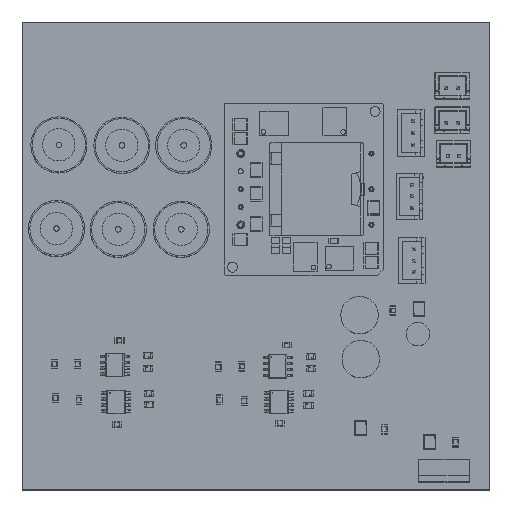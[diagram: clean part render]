
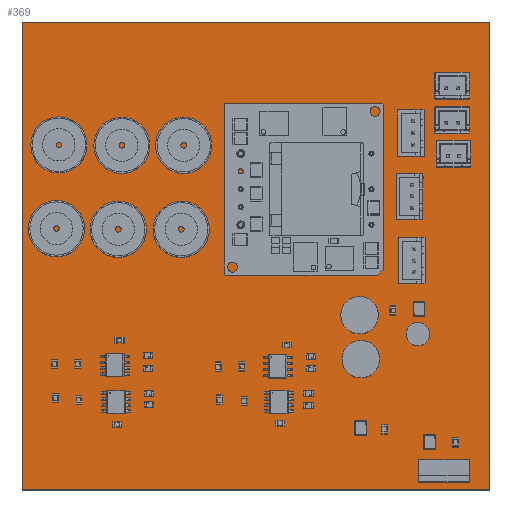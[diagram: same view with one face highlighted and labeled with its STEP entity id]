
A CAD part, top view. The second image highlights one B-rep face of the part: STEP entity #369.
In plain terms, the highlighted planar face has unit normal (0, 0, 1).
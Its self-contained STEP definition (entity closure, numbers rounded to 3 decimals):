
#240 = VERTEX_POINT('',#241);
#241 = CARTESIAN_POINT('',(0.,0.,0.411));
#247 = EDGE_CURVE('',#240,#248,#250,.T.);
#248 = VERTEX_POINT('',#249);
#249 = CARTESIAN_POINT('',(0.,100.,0.411));
#250 = LINE('',#251,#252);
#251 = CARTESIAN_POINT('',(0.,0.,0.411));
#252 = VECTOR('',#253,1.);
#253 = DIRECTION('',(0.,1.,0.));
#278 = EDGE_CURVE('',#248,#279,#281,.T.);
#279 = VERTEX_POINT('',#280);
#280 = CARTESIAN_POINT('',(100.,100.,0.411));
#281 = LINE('',#282,#283);
#282 = CARTESIAN_POINT('',(0.,100.,0.411));
#283 = VECTOR('',#284,1.);
#284 = DIRECTION('',(1.,0.,0.));
#309 = EDGE_CURVE('',#279,#310,#312,.T.);
#310 = VERTEX_POINT('',#311);
#311 = CARTESIAN_POINT('',(100.,0.,0.411));
#312 = LINE('',#313,#314);
#313 = CARTESIAN_POINT('',(100.,100.,0.411));
#314 = VECTOR('',#315,1.);
#315 = DIRECTION('',(0.,-1.,0.));
#340 = EDGE_CURVE('',#310,#240,#341,.T.);
#341 = LINE('',#342,#343);
#342 = CARTESIAN_POINT('',(100.,0.,0.411));
#343 = VECTOR('',#344,1.);
#344 = DIRECTION('',(-1.,0.,0.));
#369 = ADVANCED_FACE('',(#370),#376,.F.);
#370 = FACE_BOUND('',#371,.F.);
#371 = EDGE_LOOP('',(#372,#373,#374,#375));
#372 = ORIENTED_EDGE('',*,*,#247,.T.);
#373 = ORIENTED_EDGE('',*,*,#278,.T.);
#374 = ORIENTED_EDGE('',*,*,#309,.T.);
#375 = ORIENTED_EDGE('',*,*,#340,.T.);
#376 = PLANE('',#377);
#377 = AXIS2_PLACEMENT_3D('',#378,#379,#380);
#378 = CARTESIAN_POINT('',(50.,50.,0.411));
#379 = DIRECTION('',(-0.,-0.,-1.));
#380 = DIRECTION('',(-1.,0.,0.));
